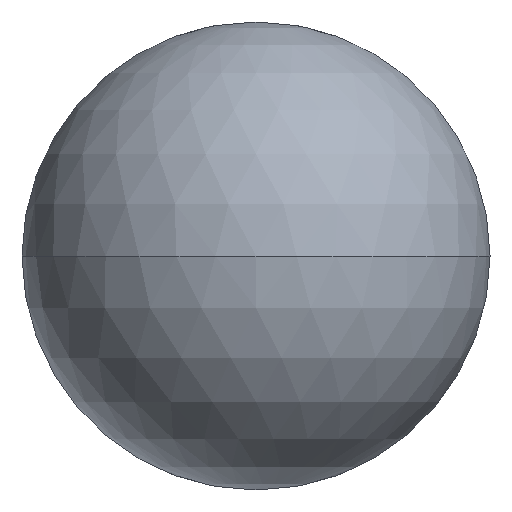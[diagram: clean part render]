
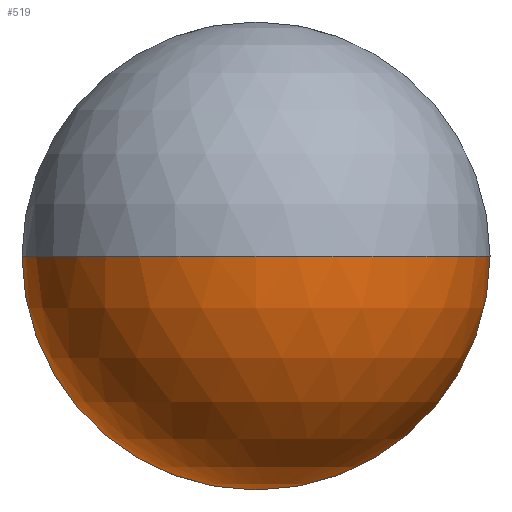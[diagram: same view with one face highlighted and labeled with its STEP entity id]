
A CAD part, front view. The second image highlights one B-rep face of the part: STEP entity #519.
In plain terms, the highlighted spherical face has radius 12.7 mm.
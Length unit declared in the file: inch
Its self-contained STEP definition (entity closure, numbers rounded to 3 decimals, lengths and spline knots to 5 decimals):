
#31 = DIRECTION ( 'NONE',  ( 0., 0., -1. ) ) ;
#40 = EDGE_CURVE ( 'NONE', #49, #168, #218, .T. ) ;
#49 = VERTEX_POINT ( 'NONE', #192 ) ;
#53 = DIRECTION ( 'NONE',  ( 0., -1., 0. ) ) ;
#63 = CARTESIAN_POINT ( 'NONE',  ( 0., 0.5, 0. ) ) ;
#64 = EDGE_CURVE ( 'NONE', #432, #168, #520, .T. ) ;
#108 = DIRECTION ( 'NONE',  ( 0., 0., -1. ) ) ;
#119 = DIRECTION ( 'NONE',  ( -1., 0., 0. ) ) ;
#130 = ORIENTED_EDGE ( 'NONE', *, *, #180, .T. ) ;
#137 = CARTESIAN_POINT ( 'NONE',  ( 0., 0.5, 0. ) ) ;
#152 = CARTESIAN_POINT ( 'NONE',  ( 0., 0.5, 0. ) ) ;
#168 = VERTEX_POINT ( 'NONE', #368 ) ;
#171 = DIRECTION ( 'NONE',  ( 0., 0., -1. ) ) ;
#180 = EDGE_CURVE ( 'NONE', #430, #432, #444, .T. ) ;
#185 = FACE_OUTER_BOUND ( 'NONE', #462, .T. ) ;
#192 = CARTESIAN_POINT ( 'NONE',  ( -0.5, 0.5, 0. ) ) ;
#211 = DIRECTION ( 'NONE',  ( 0., 0., -1. ) ) ;
#218 = CIRCLE ( 'NONE', #339, 0.5 ) ;
#230 = SPHERICAL_SURFACE ( 'NONE', #293, 0.5 ) ;
#248 = CIRCLE ( 'NONE', #503, 0.5 ) ;
#293 = AXIS2_PLACEMENT_3D ( 'NONE', #63, #31, #470 ) ;
#304 = ORIENTED_EDGE ( 'NONE', *, *, #40, .F. ) ;
#325 = CARTESIAN_POINT ( 'NONE',  ( 0., 0.5, 0. ) ) ;
#339 = AXIS2_PLACEMENT_3D ( 'NONE', #152, #362, #399 ) ;
#362 = DIRECTION ( 'NONE',  ( 0., 0., 1. ) ) ;
#368 = CARTESIAN_POINT ( 'NONE',  ( 0., 0., 0. ) ) ;
#374 = EDGE_CURVE ( 'NONE', #49, #430, #248, .T. ) ;
#399 = DIRECTION ( 'NONE',  ( 1., 0., 0. ) ) ;
#424 = ORIENTED_EDGE ( 'NONE', *, *, #64, .T. ) ;
#430 = VERTEX_POINT ( 'NONE', #482 ) ;
#432 = VERTEX_POINT ( 'NONE', #488 ) ;
#444 = CIRCLE ( 'NONE', #483, 0.5 ) ;
#459 = AXIS2_PLACEMENT_3D ( 'NONE', #521, #108, #119 ) ;
#462 = EDGE_LOOP ( 'NONE', ( #501, #130, #424, #304 ) ) ;
#470 = DIRECTION ( 'NONE',  ( -1., 0., 0. ) ) ;
#482 = CARTESIAN_POINT ( 'NONE',  ( 0., 0.5, -0.5 ) ) ;
#483 = AXIS2_PLACEMENT_3D ( 'NONE', #325, #491, #171 ) ;
#488 = CARTESIAN_POINT ( 'NONE',  ( 0.5, 0.5, 0. ) ) ;
#491 = DIRECTION ( 'NONE',  ( 0., -1., 0. ) ) ;
#501 = ORIENTED_EDGE ( 'NONE', *, *, #374, .T. ) ;
#503 = AXIS2_PLACEMENT_3D ( 'NONE', #137, #53, #211 ) ;
#519 = ADVANCED_FACE ( 'NONE', ( #185 ), #230, .T. ) ;
#520 = CIRCLE ( 'NONE', #459, 0.5 ) ;
#521 = CARTESIAN_POINT ( 'NONE',  ( 0., 0.5, 0. ) ) ;
